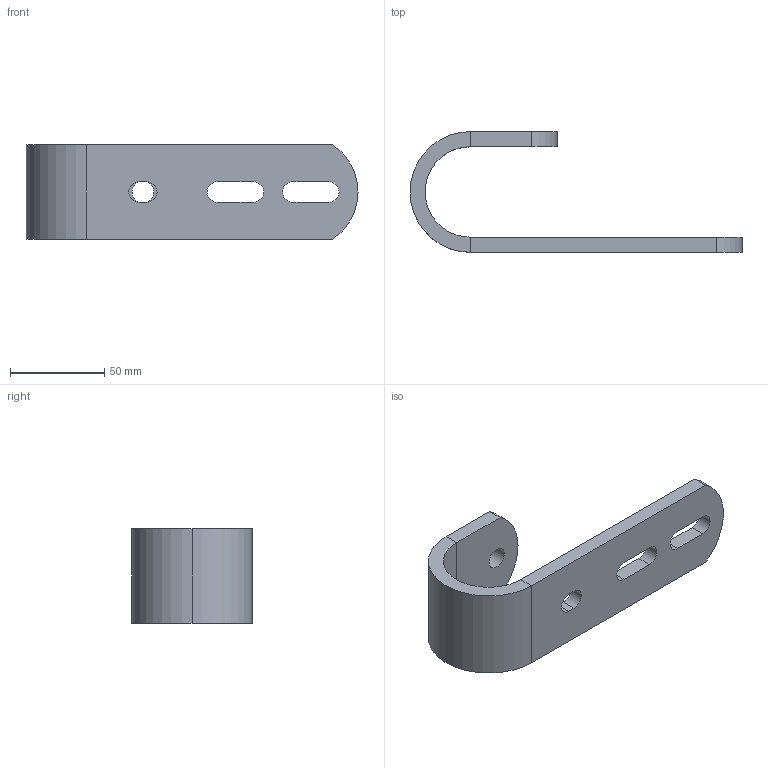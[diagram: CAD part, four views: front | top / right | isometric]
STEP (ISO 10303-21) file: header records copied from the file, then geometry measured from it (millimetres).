
FILE_DESCRIPTION (( 'STEP AP214' ), '1' );
FILE_NAME ('0529440100.STEP', '2024-04-29T09:03:05', ( '' ), ( '' ), 'SwSTEP 2.0', 'SolidWorks 2022', '' );
FILE_SCHEMA (( 'AUTOMOTIVE_DESIGN' ));
Length unit declared in the file: millimetre
Products named in the file (1): 0529440100
Bounding box: 176 x 64 x 50 mm (x, y, z)
Volume: 101196.9 mm3; surface area: 32053.4 mm2
Topology: 1 solids, 1 shells, 35 faces, 91 edges, 58 vertices
Faces by surface type: cylinder 19, plane 16
Entity records: 1129 total; most frequent: DIRECTION 201, CARTESIAN_POINT 185, ORIENTED_EDGE 182, EDGE_CURVE 91, AXIS2_PLACEMENT_3D 74, VERTEX_POINT 58, LINE 53, VECTOR 53
